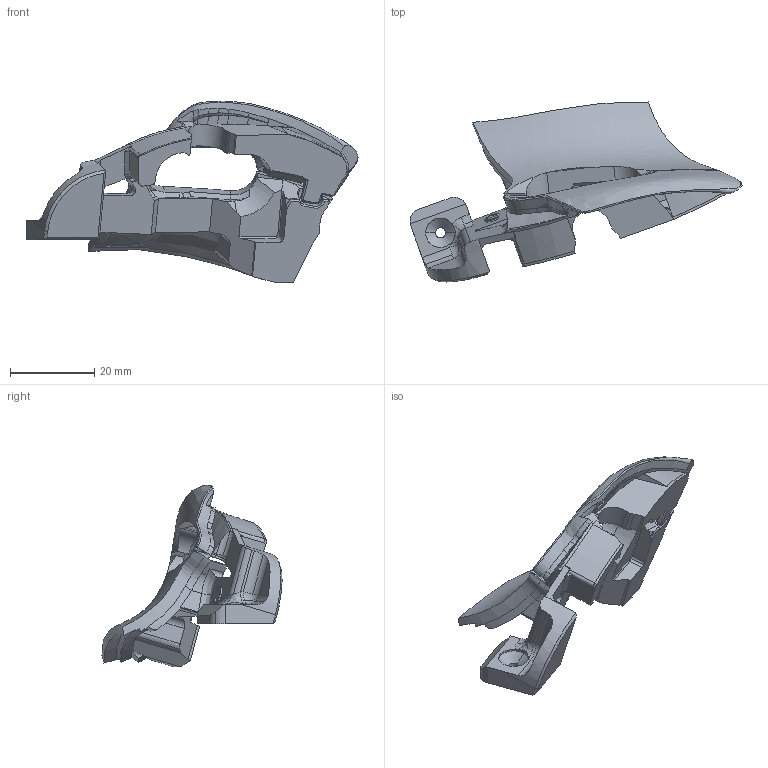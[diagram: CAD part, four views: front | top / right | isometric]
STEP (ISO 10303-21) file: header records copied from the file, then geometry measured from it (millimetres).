
FILE_DESCRIPTION (( 'STEP AP203' ), '1' );
FILE_NAME ('', '', ( '' ), ( '' ), '', '', '' );
FILE_SCHEMA (( 'CONFIG_CONTROL_DESIGN' ));
Products named in the file (1): Primary Buttons-REVC
Bounding box: 78.88 x 42.8 x 43.19 mm (x, y, z)
Volume: 12777.6 mm3; surface area: 7602.1 mm2
Topology: 1 solids, 2 shells, 417 faces, 1229 edges, 816 vertices
Faces by surface type: bspline 212, plane 101, cylinder 79, cone 22, sphere 2, torus 1
Entity records: 49500 total; most frequent: CARTESIAN_POINT 40345, ORIENTED_EDGE 2458, EDGE_CURVE 1229, DIRECTION 1006, VERTEX_POINT 816, B_SPLINE_CURVE_WITH_KNOTS 711, EDGE_LOOP 419, FACE_OUTER_BOUND 417
